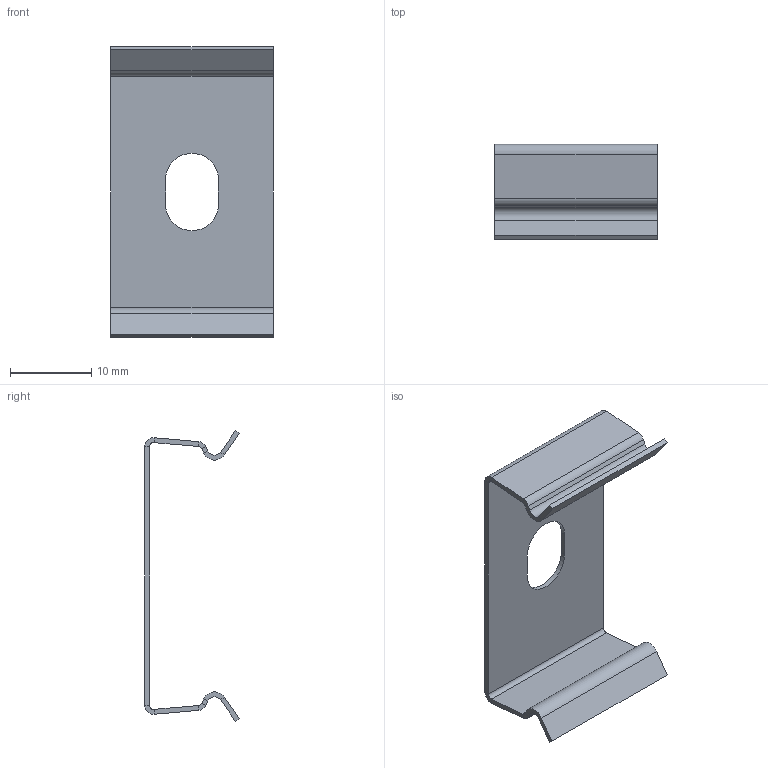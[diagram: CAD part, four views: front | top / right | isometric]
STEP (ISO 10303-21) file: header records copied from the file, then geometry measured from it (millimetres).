
FILE_DESCRIPTION((''),'2;1');
FILE_NAME('176599_ASM','2013-10-29T',('pdmadmin'),(''),'PRO/ENGINEER BY PARAMETRIC TECHNOLOGY CORPORATION, 2012300','PRO/ENGINEER BY PARAMETRIC TECHNOLOGY CORPORATION, 2012300','');
FILE_SCHEMA(('CONFIG_CONTROL_DESIGN'));
Length unit declared in the file: millimetre
Products named in the file (2): 169959; 176599_ASM
Assembly tree (1 placements, depth 2):
  176599_ASM
    169959
Bounding box: 20 x 11.65 x 35.67 mm (x, y, z)
Volume: 683.4 mm3; surface area: 2389.3 mm2
Topology: 1 solids, 1 shells, 58 faces, 120 edges, 64 vertices
Faces by surface type: plane 44, cylinder 14
Entity records: 1539 total; most frequent: DIRECTION 270, CARTESIAN_POINT 245, ORIENTED_EDGE 240, EDGE_CURVE 120, VECTOR 92, LINE 92, AXIS2_PLACEMENT_3D 89, VERTEX_POINT 64
